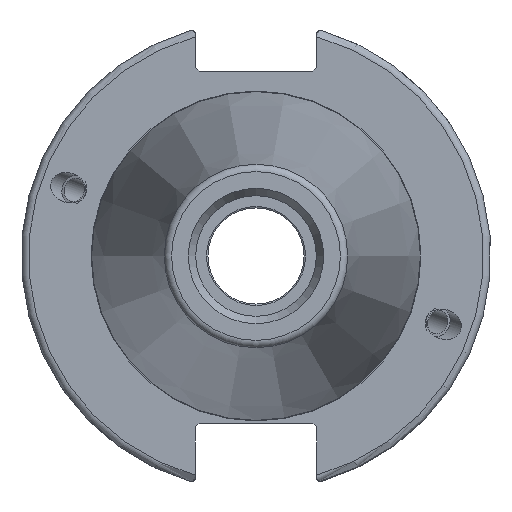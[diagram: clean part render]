
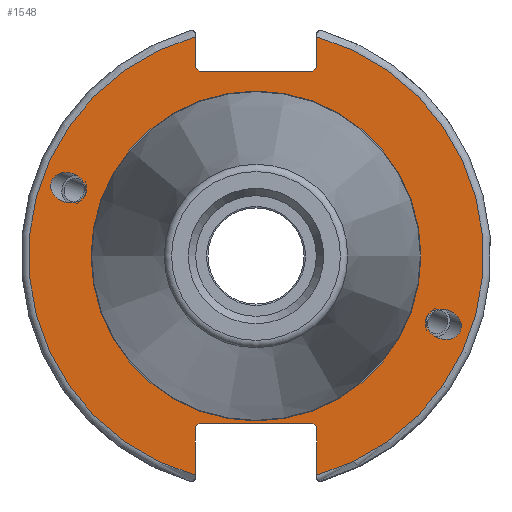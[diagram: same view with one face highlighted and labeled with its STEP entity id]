
A CAD part, left-side view. The second image highlights one B-rep face of the part: STEP entity #1548.
In plain terms, the highlighted planar face has unit normal (-1, 0, 0).
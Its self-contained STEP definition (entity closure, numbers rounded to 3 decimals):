
#39=ELLIPSE('',#1673,2.442,2.);
#48=ELLIPSE('',#1716,2.442,2.);
#133=LINE('',#2741,#226);
#134=LINE('',#2743,#227);
#135=LINE('',#2745,#228);
#136=LINE('',#2747,#229);
#137=LINE('',#2749,#230);
#138=LINE('',#2753,#231);
#139=LINE('',#2755,#232);
#140=LINE('',#2757,#233);
#141=LINE('',#2759,#234);
#142=LINE('',#2760,#235);
#226=VECTOR('',#2060,10.);
#227=VECTOR('',#2061,10.);
#228=VECTOR('',#2062,10.);
#229=VECTOR('',#2063,10.);
#230=VECTOR('',#2064,10.);
#231=VECTOR('',#2067,10.);
#232=VECTOR('',#2068,10.);
#233=VECTOR('',#2069,10.);
#234=VECTOR('',#2070,10.);
#235=VECTOR('',#2071,10.);
#320=FACE_BOUND('',#503,.T.);
#321=FACE_BOUND('',#504,.T.);
#322=FACE_BOUND('',#505,.T.);
#337=PLANE('',#1726);
#405=FACE_OUTER_BOUND('',#502,.T.);
#502=EDGE_LOOP('',(#1243,#1244,#1245,#1246,#1247,#1248,#1249,#1250,#1251,
#1252,#1253,#1254));
#503=EDGE_LOOP('',(#1255));
#504=EDGE_LOOP('',(#1256));
#505=EDGE_LOOP('',(#1257));
#601=CIRCLE('',#1724,22.3);
#603=CIRCLE('',#1727,30.75);
#604=CIRCLE('',#1728,30.75);
#677=VERTEX_POINT('',#2534);
#717=VERTEX_POINT('',#2717);
#722=VERTEX_POINT('',#2732);
#723=VERTEX_POINT('',#2737);
#724=VERTEX_POINT('',#2738);
#725=VERTEX_POINT('',#2740);
#726=VERTEX_POINT('',#2742);
#727=VERTEX_POINT('',#2744);
#728=VERTEX_POINT('',#2746);
#729=VERTEX_POINT('',#2748);
#730=VERTEX_POINT('',#2750);
#731=VERTEX_POINT('',#2752);
#732=VERTEX_POINT('',#2754);
#733=VERTEX_POINT('',#2756);
#734=VERTEX_POINT('',#2758);
#851=EDGE_CURVE('',#677,#677,#39,.T.);
#907=EDGE_CURVE('',#717,#717,#48,.T.);
#914=EDGE_CURVE('',#722,#722,#601,.T.);
#916=EDGE_CURVE('',#723,#724,#603,.T.);
#917=EDGE_CURVE('',#723,#725,#133,.T.);
#918=EDGE_CURVE('',#726,#725,#134,.T.);
#919=EDGE_CURVE('',#726,#727,#135,.T.);
#920=EDGE_CURVE('',#728,#727,#136,.T.);
#921=EDGE_CURVE('',#728,#729,#137,.T.);
#922=EDGE_CURVE('',#730,#729,#604,.T.);
#923=EDGE_CURVE('',#730,#731,#138,.T.);
#924=EDGE_CURVE('',#732,#731,#139,.T.);
#925=EDGE_CURVE('',#732,#733,#140,.T.);
#926=EDGE_CURVE('',#734,#733,#141,.T.);
#927=EDGE_CURVE('',#734,#724,#142,.T.);
#1243=ORIENTED_EDGE('',*,*,#916,.F.);
#1244=ORIENTED_EDGE('',*,*,#917,.T.);
#1245=ORIENTED_EDGE('',*,*,#918,.F.);
#1246=ORIENTED_EDGE('',*,*,#919,.T.);
#1247=ORIENTED_EDGE('',*,*,#920,.F.);
#1248=ORIENTED_EDGE('',*,*,#921,.T.);
#1249=ORIENTED_EDGE('',*,*,#922,.F.);
#1250=ORIENTED_EDGE('',*,*,#923,.T.);
#1251=ORIENTED_EDGE('',*,*,#924,.F.);
#1252=ORIENTED_EDGE('',*,*,#925,.T.);
#1253=ORIENTED_EDGE('',*,*,#926,.F.);
#1254=ORIENTED_EDGE('',*,*,#927,.T.);
#1255=ORIENTED_EDGE('',*,*,#851,.T.);
#1256=ORIENTED_EDGE('',*,*,#907,.T.);
#1257=ORIENTED_EDGE('',*,*,#914,.F.);
#1548=ADVANCED_FACE('',(#405,#320,#321,#322),#337,.T.);
#1673=AXIS2_PLACEMENT_3D('',#2536,#1931,#1932);
#1716=AXIS2_PLACEMENT_3D('',#2719,#2034,#2035);
#1724=AXIS2_PLACEMENT_3D('',#2734,#2052,#2053);
#1726=AXIS2_PLACEMENT_3D('',#2736,#2056,#2057);
#1727=AXIS2_PLACEMENT_3D('',#2739,#2058,#2059);
#1728=AXIS2_PLACEMENT_3D('',#2751,#2065,#2066);
#1931=DIRECTION('center_axis',(1.,0.,0.));
#1932=DIRECTION('ref_axis',(0.,-0.94,-0.342));
#2034=DIRECTION('center_axis',(1.,0.,0.));
#2035=DIRECTION('ref_axis',(0.,0.94,0.342));
#2052=DIRECTION('center_axis',(-1.,0.,0.));
#2053=DIRECTION('ref_axis',(0.,-1.,0.));
#2056=DIRECTION('center_axis',(-1.,0.,0.));
#2057=DIRECTION('ref_axis',(0.,0.,1.));
#2058=DIRECTION('center_axis',(1.,0.,0.));
#2059=DIRECTION('ref_axis',(0.,-1.,0.));
#2060=DIRECTION('',(0.,0.,-1.));
#2061=DIRECTION('',(0.,-0.707,0.707));
#2062=DIRECTION('',(0.,1.,0.));
#2063=DIRECTION('',(0.,-0.707,-0.707));
#2064=DIRECTION('',(0.,0.,1.));
#2065=DIRECTION('center_axis',(1.,0.,0.));
#2066=DIRECTION('ref_axis',(0.,1.,0.));
#2067=DIRECTION('',(0.,0.,1.));
#2068=DIRECTION('',(0.,0.707,-0.707));
#2069=DIRECTION('',(0.,-1.,0.));
#2070=DIRECTION('',(0.,0.707,0.707));
#2071=DIRECTION('',(0.,0.,-1.));
#2534=CARTESIAN_POINT('',(3.175,-23.077,-8.399));
#2536=CARTESIAN_POINT('Origin',(3.175,-25.372,-9.235));
#2717=CARTESIAN_POINT('',(3.175,23.077,8.399));
#2719=CARTESIAN_POINT('Origin',(3.175,25.372,9.235));
#2732=CARTESIAN_POINT('',(3.175,0.,22.3));
#2734=CARTESIAN_POINT('Origin',(3.175,0.,0.));
#2736=CARTESIAN_POINT('Origin',(3.175,31.75,0.));
#2737=CARTESIAN_POINT('',(3.175,-8.19,29.639));
#2738=CARTESIAN_POINT('',(3.175,-8.19,-29.639));
#2739=CARTESIAN_POINT('Origin',(3.175,0.,0.));
#2740=CARTESIAN_POINT('',(3.175,-8.19,25.5));
#2741=CARTESIAN_POINT('',(3.175,-8.19,12.5));
#2742=CARTESIAN_POINT('',(3.175,-7.69,25.));
#2743=CARTESIAN_POINT('',(3.175,8.295,9.015));
#2744=CARTESIAN_POINT('',(3.175,7.69,25.));
#2745=CARTESIAN_POINT('',(3.175,15.875,25.));
#2746=CARTESIAN_POINT('',(3.175,8.19,25.5));
#2747=CARTESIAN_POINT('',(3.175,7.58,24.89));
#2748=CARTESIAN_POINT('',(3.175,8.19,29.639));
#2749=CARTESIAN_POINT('',(3.175,8.19,12.5));
#2750=CARTESIAN_POINT('',(3.175,8.19,-29.639));
#2751=CARTESIAN_POINT('Origin',(3.175,0.,0.));
#2752=CARTESIAN_POINT('',(3.175,8.19,-23.1));
#2753=CARTESIAN_POINT('',(3.175,8.19,-11.3));
#2754=CARTESIAN_POINT('',(3.175,7.69,-22.6));
#2755=CARTESIAN_POINT('',(3.175,8.18,-23.09));
#2756=CARTESIAN_POINT('',(3.175,-7.69,-22.6));
#2757=CARTESIAN_POINT('',(3.175,15.875,-22.6));
#2758=CARTESIAN_POINT('',(3.175,-8.19,-23.1));
#2759=CARTESIAN_POINT('',(3.175,7.695,-7.215));
#2760=CARTESIAN_POINT('',(3.175,-8.19,-11.3));
